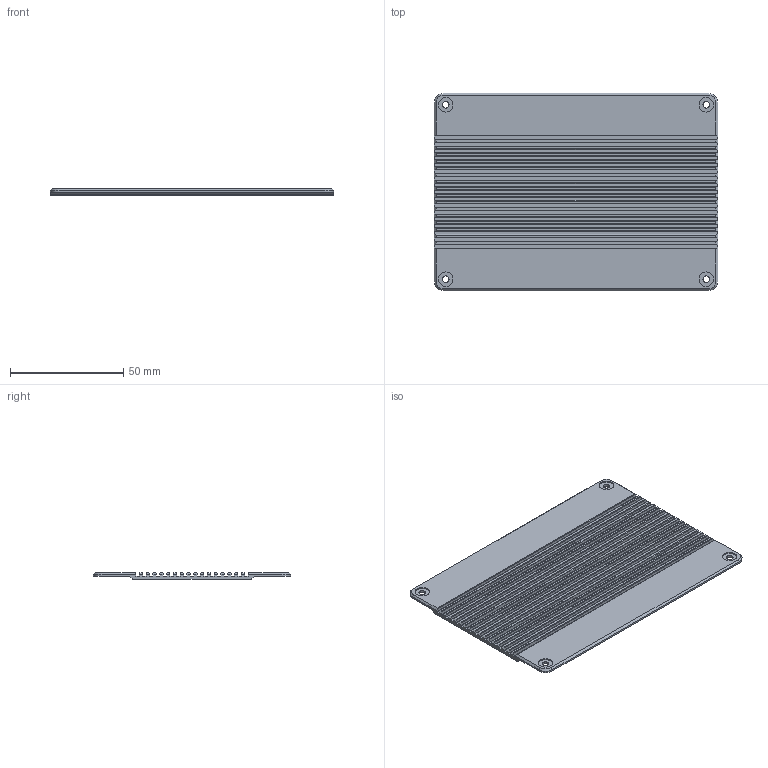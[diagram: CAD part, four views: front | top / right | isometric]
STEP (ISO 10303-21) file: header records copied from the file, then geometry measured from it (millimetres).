
FILE_DESCRIPTION(('FreeCAD Model'),'2;1');
FILE_NAME('Open CASCADE Shape Model','2024-11-10T18:54:46',(''),(''), 'Open CASCADE STEP processor 7.7','FreeCAD','Unknown');
FILE_SCHEMA(('AUTOMOTIVE_DESIGN { 1 0 10303 214 1 1 1 1 }'));
Length unit declared in the file: millimetre
Products named in the file (1): Lid
Bounding box: 125 x 87 x 3 mm (x, y, z)
Volume: 21205.1 mm3; surface area: 28172.3 mm2
Topology: 1 solids, 1 shells, 172 faces, 490 edges, 324 vertices
Faces by surface type: plane 154, cylinder 14, cone 4
Full cylindrical faces by diameter (mm): 2.9 x4, 6.4 x4
Entity records: 5540 total; most frequent: CARTESIAN_POINT 987, ORIENTED_EDGE 980, DIRECTION 868, EDGE_CURVE 490, LINE 458, VECTOR 458, VERTEX_POINT 324, AXIS2_PLACEMENT_3D 205
